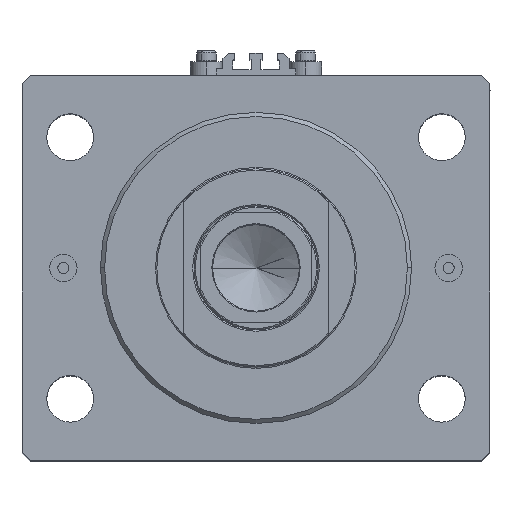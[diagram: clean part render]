
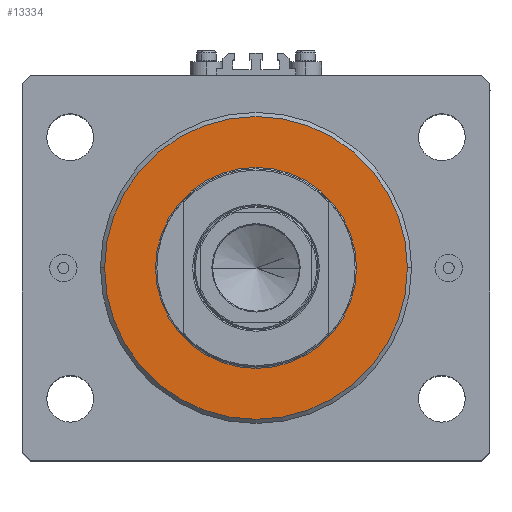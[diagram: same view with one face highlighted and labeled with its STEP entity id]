
A CAD part, top view. The second image highlights one B-rep face of the part: STEP entity #13334.
In plain terms, the highlighted face is planar.
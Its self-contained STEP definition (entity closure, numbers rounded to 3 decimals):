
#1918 = CIRCLE ( 'NONE', #27057, 55. ) ;
#1960 = CARTESIAN_POINT ( 'NONE',  ( 36.5, 0., 0. ) ) ;
#2954 = CARTESIAN_POINT ( 'NONE',  ( 0., 0., 0. ) ) ;
#3037 = ORIENTED_EDGE ( 'NONE', *, *, #8615, .T. ) ;
#4628 = VERTEX_POINT ( 'NONE', #17662 ) ;
#6645 = CIRCLE ( 'NONE', #15804, 36.5 ) ;
#8615 = EDGE_CURVE ( 'NONE', #24742, #11281, #36935, .T. ) ;
#11076 = FACE_OUTER_BOUND ( 'NONE', #14026, .T. ) ;
#11281 = VERTEX_POINT ( 'NONE', #1960 ) ;
#11840 = DIRECTION ( 'NONE',  ( 1., 0., 0. ) ) ;
#12155 = AXIS2_PLACEMENT_3D ( 'NONE', #29950, #15622, #37591 ) ;
#12717 = VERTEX_POINT ( 'NONE', #30978 ) ;
#13334 = ADVANCED_FACE ( 'NONE', ( #43806, #11076 ), #40702, .F. ) ;
#13618 = DIRECTION ( 'NONE',  ( 0., 0., 1. ) ) ;
#14026 = EDGE_LOOP ( 'NONE', ( #19168, #35533 ) ) ;
#15264 = EDGE_CURVE ( 'NONE', #12717, #4628, #1918, .T. ) ;
#15622 = DIRECTION ( 'NONE',  ( 0., 0., -1. ) ) ;
#15664 = CARTESIAN_POINT ( 'NONE',  ( 0., 0., 0. ) ) ;
#15804 = AXIS2_PLACEMENT_3D ( 'NONE', #2954, #28527, #17529 ) ;
#17529 = DIRECTION ( 'NONE',  ( 1., 0., 0. ) ) ;
#17662 = CARTESIAN_POINT ( 'NONE',  ( -55., 0., 0. ) ) ;
#19168 = ORIENTED_EDGE ( 'NONE', *, *, #15264, .T. ) ;
#23084 = EDGE_CURVE ( 'NONE', #4628, #12717, #32763, .T. ) ;
#24742 = VERTEX_POINT ( 'NONE', #32970 ) ;
#25512 = AXIS2_PLACEMENT_3D ( 'NONE', #31772, #13618, #45397 ) ;
#26910 = ORIENTED_EDGE ( 'NONE', *, *, #30193, .T. ) ;
#27057 = AXIS2_PLACEMENT_3D ( 'NONE', #15664, #30219, #11840 ) ;
#27377 = EDGE_LOOP ( 'NONE', ( #26910, #3037 ) ) ;
#28527 = DIRECTION ( 'NONE',  ( 0., 0., 1. ) ) ;
#28996 = DIRECTION ( 'NONE',  ( 0., 0., 1. ) ) ;
#29319 = AXIS2_PLACEMENT_3D ( 'NONE', #36633, #28996, #29926 ) ;
#29926 = DIRECTION ( 'NONE',  ( 1., 0., 0. ) ) ;
#29950 = CARTESIAN_POINT ( 'NONE',  ( 0., 0., 0. ) ) ;
#30193 = EDGE_CURVE ( 'NONE', #11281, #24742, #6645, .T. ) ;
#30219 = DIRECTION ( 'NONE',  ( 0., 0., -1. ) ) ;
#30978 = CARTESIAN_POINT ( 'NONE',  ( 55., 0., 0. ) ) ;
#31772 = CARTESIAN_POINT ( 'NONE',  ( 0., 0., 0. ) ) ;
#32763 = CIRCLE ( 'NONE', #12155, 55. ) ;
#32970 = CARTESIAN_POINT ( 'NONE',  ( -36.5, 0., 0. ) ) ;
#35533 = ORIENTED_EDGE ( 'NONE', *, *, #23084, .T. ) ;
#36633 = CARTESIAN_POINT ( 'NONE',  ( 0., 0., 0. ) ) ;
#36935 = CIRCLE ( 'NONE', #25512, 36.5 ) ;
#37591 = DIRECTION ( 'NONE',  ( 1., 0., 0. ) ) ;
#40702 = PLANE ( 'NONE',  #29319 ) ;
#43806 = FACE_BOUND ( 'NONE', #27377, .T. ) ;
#45397 = DIRECTION ( 'NONE',  ( 1., 0., 0. ) ) ;
